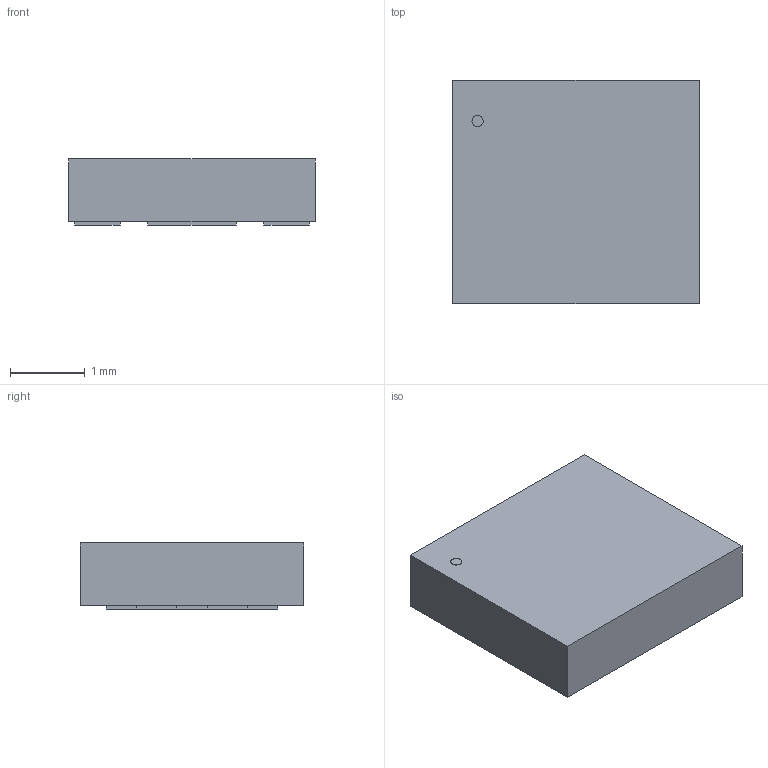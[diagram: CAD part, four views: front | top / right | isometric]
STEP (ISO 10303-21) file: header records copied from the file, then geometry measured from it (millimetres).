
FILE_DESCRIPTION(('STEP AP214'),'1');
FILE_NAME('DFN6_3X3P3_ONS','2022-12-19T16:00:59',(''),(''),'','','');
FILE_SCHEMA(('AUTOMOTIVE_DESIGN'));
Length unit declared in the file: millimetre
Products named in the file (1): product
Bounding box: 3.3 x 3 x 0.89 mm (x, y, z)
Volume: 8.5 mm3; surface area: 39.1 mm2
Topology: 9 solids, 9 shells, 51 faces, 99 edges, 66 vertices
Faces by surface type: plane 50, cylinder 1
Full cylindrical faces by diameter (mm): 0.15 x1
Entity records: 1264 total; most frequent: DIRECTION 206, ORIENTED_EDGE 196, CARTESIAN_POINT 121, EDGE_CURVE 98, LINE 96, VECTOR 96, VERTEX_POINT 66, AXIS2_PLACEMENT_3D 55
